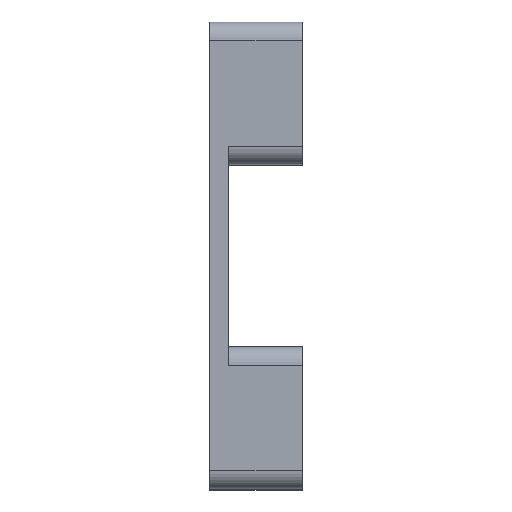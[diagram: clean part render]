
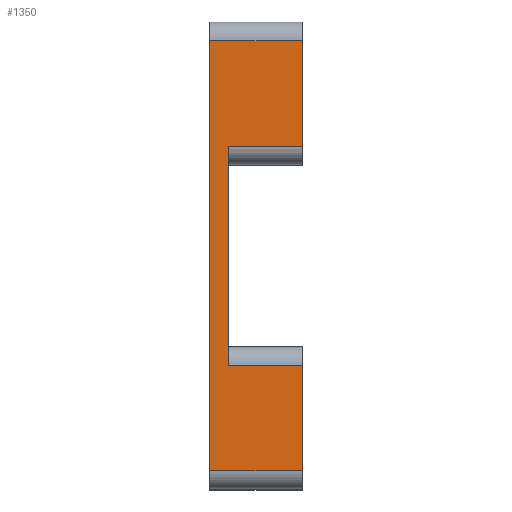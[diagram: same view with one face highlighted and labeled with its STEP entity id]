
A CAD part, top view. The second image highlights one B-rep face of the part: STEP entity #1350.
In plain terms, the highlighted planar face has unit normal (0, 0, 1).
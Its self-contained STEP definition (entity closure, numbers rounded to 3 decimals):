
#37=PLANE('',#1495);
#83=FACE_OUTER_BOUND('',#160,.T.);
#160=EDGE_LOOP('',(#1094,#1095,#1096,#1097,#1098,#1099,#1100,#1101));
#255=LINE('',#2135,#387);
#281=LINE('',#2237,#413);
#291=LINE('',#2260,#423);
#292=LINE('',#2263,#424);
#293=LINE('',#2265,#425);
#294=LINE('',#2267,#426);
#295=LINE('',#2269,#427);
#296=LINE('',#2270,#428);
#387=VECTOR('',#1703,10.);
#413=VECTOR('',#1793,10.);
#423=VECTOR('',#1813,10.);
#424=VECTOR('',#1816,10.);
#425=VECTOR('',#1817,10.);
#426=VECTOR('',#1818,10.);
#427=VECTOR('',#1819,10.);
#428=VECTOR('',#1820,10.);
#606=VERTEX_POINT('',#2132);
#607=VERTEX_POINT('',#2134);
#650=VERTEX_POINT('',#2234);
#651=VERTEX_POINT('',#2236);
#660=VERTEX_POINT('',#2262);
#661=VERTEX_POINT('',#2264);
#662=VERTEX_POINT('',#2266);
#663=VERTEX_POINT('',#2268);
#760=EDGE_CURVE('',#606,#607,#255,.T.);
#812=EDGE_CURVE('',#650,#651,#281,.T.);
#825=EDGE_CURVE('',#651,#606,#291,.T.);
#826=EDGE_CURVE('',#660,#650,#292,.T.);
#827=EDGE_CURVE('',#660,#661,#293,.T.);
#828=EDGE_CURVE('',#662,#661,#294,.T.);
#829=EDGE_CURVE('',#663,#662,#295,.T.);
#830=EDGE_CURVE('',#607,#663,#296,.T.);
#1094=ORIENTED_EDGE('',*,*,#825,.F.);
#1095=ORIENTED_EDGE('',*,*,#812,.F.);
#1096=ORIENTED_EDGE('',*,*,#826,.F.);
#1097=ORIENTED_EDGE('',*,*,#827,.T.);
#1098=ORIENTED_EDGE('',*,*,#828,.F.);
#1099=ORIENTED_EDGE('',*,*,#829,.F.);
#1100=ORIENTED_EDGE('',*,*,#830,.F.);
#1101=ORIENTED_EDGE('',*,*,#760,.F.);
#1350=ADVANCED_FACE('',(#83),#37,.T.);
#1495=AXIS2_PLACEMENT_3D('',#2261,#1814,#1815);
#1703=DIRECTION('',(0.,1.,0.));
#1793=DIRECTION('',(0.,-1.,0.));
#1813=DIRECTION('',(-1.,0.,0.));
#1814=DIRECTION('center_axis',(0.,0.,1.));
#1815=DIRECTION('ref_axis',(0.,-1.,0.));
#1816=DIRECTION('',(1.,0.,0.));
#1817=DIRECTION('',(0.,1.,0.));
#1818=DIRECTION('',(-1.,0.,0.));
#1819=DIRECTION('',(0.,-1.,0.));
#1820=DIRECTION('',(1.,0.,0.));
#2132=CARTESIAN_POINT('',(227.,-18.358,-32.494));
#2134=CARTESIAN_POINT('',(227.,4.849,-32.494));
#2135=CARTESIAN_POINT('',(227.,-32.026,-32.494));
#2234=CARTESIAN_POINT('',(232.,-12.658,-32.494));
#2236=CARTESIAN_POINT('',(232.,-18.358,-32.494));
#2237=CARTESIAN_POINT('',(232.,-32.026,-32.494));
#2260=CARTESIAN_POINT('',(227.,-18.358,-32.494));
#2261=CARTESIAN_POINT('Origin',(227.,5.849,-32.494));
#2262=CARTESIAN_POINT('',(228.,-12.658,-32.494));
#2263=CARTESIAN_POINT('',(229.5,-12.658,-32.494));
#2264=CARTESIAN_POINT('',(228.,-0.851,-32.494));
#2265=CARTESIAN_POINT('',(228.,-0.453,-32.494));
#2266=CARTESIAN_POINT('',(232.,-0.851,-32.494));
#2267=CARTESIAN_POINT('',(229.5,-0.851,-32.494));
#2268=CARTESIAN_POINT('',(232.,4.849,-32.494));
#2269=CARTESIAN_POINT('',(232.,-32.026,-32.494));
#2270=CARTESIAN_POINT('',(227.,4.849,-32.494));
